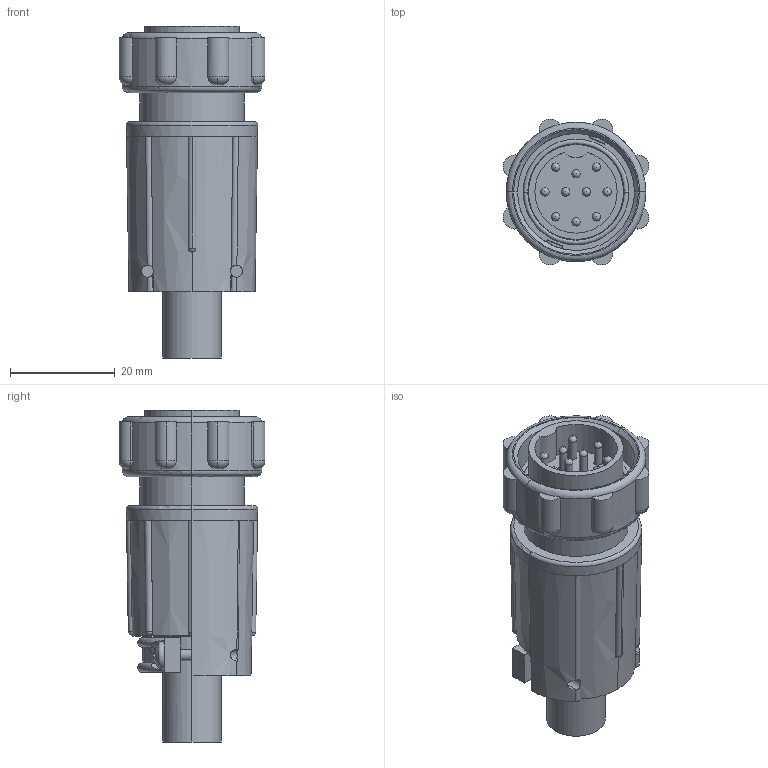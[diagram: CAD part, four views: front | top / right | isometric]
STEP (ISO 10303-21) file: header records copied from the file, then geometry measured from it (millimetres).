
FILE_DESCRIPTION (( 'STEP AP203' ), '1' );
FILE_NAME ('13380-10PG-331.STEP', '2013-12-10T15:54:25', ( 'J0FPBF1' ), ( '' ), 'SwSTEP 2.0', 'SolidWorks 2012', '' );
FILE_SCHEMA (( 'CONFIG_CONTROL_DESIGN' ));
Length unit declared in the file: inch
Products named in the file (1): 13380-10PG-331
Bounding box: 27.91 x 27.91 x 63.5 mm (x, y, z)
Volume: 20567.9 mm3; surface area: 8407.3 mm2
Topology: 1 solids, 2 shells, 251 faces, 662 edges, 423 vertices
Faces by surface type: plane 103, cylinder 84, torus 33, sphere 18, cone 9, bspline 4
Entity records: 9632 total; most frequent: CARTESIAN_POINT 3539, ORIENTED_EDGE 1280, DIRECTION 1270, EDGE_CURVE 640, AXIS2_PLACEMENT_3D 529, VERTEX_POINT 413, CIRCLE 281, EDGE_LOOP 277
